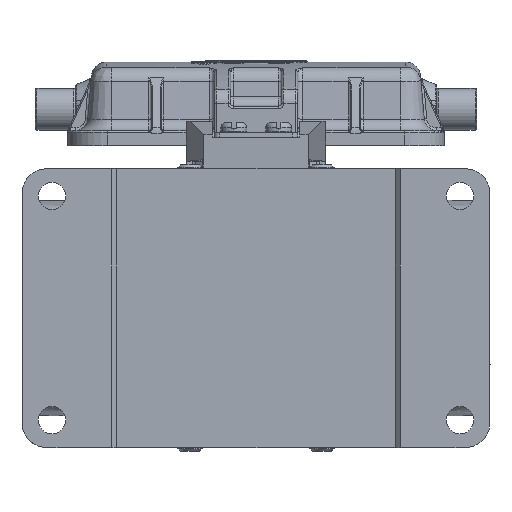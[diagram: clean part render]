
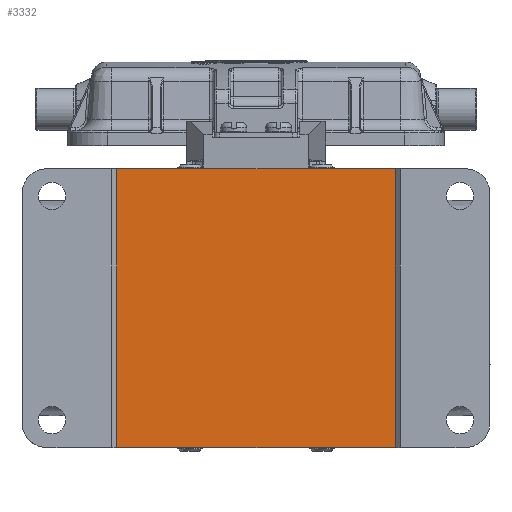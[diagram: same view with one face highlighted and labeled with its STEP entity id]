
A CAD part, front view. The second image highlights one B-rep face of the part: STEP entity #3332.
In plain terms, the highlighted planar face has unit normal (0, -1, 0).
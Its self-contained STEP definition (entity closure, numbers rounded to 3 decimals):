
#2089=PLANE('',#23529);
#3332=ADVANCED_FACE('NONE',(#4766),#2089,.F.);
#4766=FACE_OUTER_BOUND('',#6141,.T.);
#6141=EDGE_LOOP('',(#9363,#9364,#9365,#9366));
#9363=ORIENTED_EDGE('',*,*,#17835,.F.);
#9364=ORIENTED_EDGE('',*,*,#17840,.T.);
#9365=ORIENTED_EDGE('',*,*,#17773,.F.);
#9366=ORIENTED_EDGE('',*,*,#17837,.T.);
#15401=VERTEX_POINT('',#32763);
#15402=VERTEX_POINT('',#32765);
#15435=VERTEX_POINT('',#33205);
#15436=VERTEX_POINT('',#33207);
#17773=EDGE_CURVE('NONE',#15401,#15402,#20912,.T.);
#17835=EDGE_CURVE('NONE',#15435,#15436,#20946,.T.);
#17837=EDGE_CURVE('NONE',#15401,#15436,#20948,.T.);
#17840=EDGE_CURVE('NONE',#15435,#15402,#20951,.T.);
#20912=LINE('',#32764,#22178);
#20946=LINE('',#33206,#22212);
#20948=LINE('',#33210,#22214);
#20951=LINE('',#33215,#22217);
#22178=VECTOR('',#26350,1.);
#22212=VECTOR('',#26454,1.);
#22214=VECTOR('',#26458,1.);
#22217=VECTOR('',#26465,1.);
#23529=AXIS2_PLACEMENT_3D('',#33217,#26468,#26469);
#26350=DIRECTION('',(1.,0.,0.));
#26454=DIRECTION('',(-1.,0.,0.));
#26458=DIRECTION('',(0.,0.,-1.));
#26465=DIRECTION('',(0.,0.,1.));
#26468=DIRECTION('',(0.,1.,0.));
#26469=DIRECTION('',(0.,0.,1.));
#32763=CARTESIAN_POINT('',(-28.,-76.,28.));
#32764=CARTESIAN_POINT('',(-47.,-76.,28.));
#32765=CARTESIAN_POINT('',(28.,-76.,28.));
#33205=CARTESIAN_POINT('',(28.,-76.,-28.));
#33206=CARTESIAN_POINT('',(47.,-76.,-28.));
#33207=CARTESIAN_POINT('',(-28.,-76.,-28.));
#33210=CARTESIAN_POINT('',(-28.,-76.,33.6));
#33215=CARTESIAN_POINT('',(28.,-76.,33.6));
#33217=CARTESIAN_POINT('',(28.,-76.,33.6));
